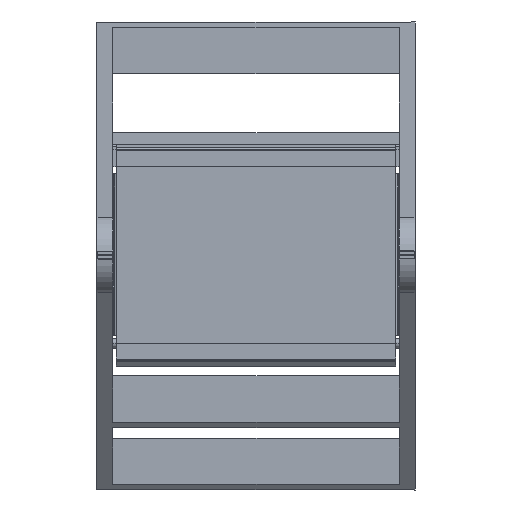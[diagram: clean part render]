
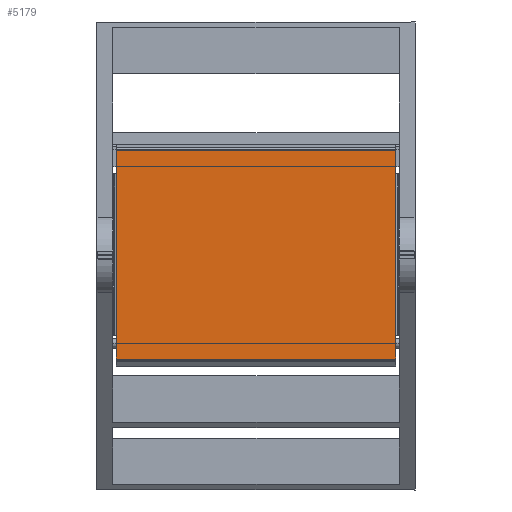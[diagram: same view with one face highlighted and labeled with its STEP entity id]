
A CAD part, top view. The second image highlights one B-rep face of the part: STEP entity #5179.
In plain terms, the highlighted planar face has unit normal (0, 0, 1).
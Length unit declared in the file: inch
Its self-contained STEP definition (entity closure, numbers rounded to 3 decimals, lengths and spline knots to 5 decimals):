
#126=PLANE('',#5715);
#483=LINE('',#8713,#885);
#484=LINE('',#8717,#886);
#485=LINE('',#8719,#887);
#486=LINE('',#8721,#888);
#487=LINE('',#8722,#889);
#488=LINE('',#8724,#890);
#489=LINE('',#8726,#891);
#490=LINE('',#8727,#892);
#885=VECTOR('',#7008,0.3937);
#886=VECTOR('',#7011,0.3937);
#887=VECTOR('',#7012,0.3937);
#888=VECTOR('',#7013,0.3937);
#889=VECTOR('',#7014,0.3937);
#890=VECTOR('',#7015,0.3937);
#891=VECTOR('',#7016,0.3937);
#892=VECTOR('',#7017,0.3937);
#1362=FACE_OUTER_BOUND('',#1684,.T.);
#1684=EDGE_LOOP('',(#4228,#4229,#4230,#4231,#4232,#4233,#4234,#4235));
#2377=VERTEX_POINT('',#8703);
#2378=VERTEX_POINT('',#8711);
#2379=VERTEX_POINT('',#8715);
#2380=VERTEX_POINT('',#8716);
#2381=VERTEX_POINT('',#8718);
#2382=VERTEX_POINT('',#8720);
#2383=VERTEX_POINT('',#8723);
#2384=VERTEX_POINT('',#8725);
#3016=EDGE_CURVE('',#2377,#2378,#483,.T.);
#3017=EDGE_CURVE('',#2379,#2380,#484,.T.);
#3018=EDGE_CURVE('',#2381,#2380,#485,.T.);
#3019=EDGE_CURVE('',#2382,#2381,#486,.T.);
#3020=EDGE_CURVE('',#2377,#2382,#487,.T.);
#3021=EDGE_CURVE('',#2378,#2383,#488,.T.);
#3022=EDGE_CURVE('',#2383,#2384,#489,.T.);
#3023=EDGE_CURVE('',#2384,#2379,#490,.T.);
#4228=ORIENTED_EDGE('',*,*,#3017,.T.);
#4229=ORIENTED_EDGE('',*,*,#3018,.F.);
#4230=ORIENTED_EDGE('',*,*,#3019,.F.);
#4231=ORIENTED_EDGE('',*,*,#3020,.F.);
#4232=ORIENTED_EDGE('',*,*,#3016,.T.);
#4233=ORIENTED_EDGE('',*,*,#3021,.T.);
#4234=ORIENTED_EDGE('',*,*,#3022,.T.);
#4235=ORIENTED_EDGE('',*,*,#3023,.T.);
#5179=ADVANCED_FACE('',(#1362),#126,.T.);
#5715=AXIS2_PLACEMENT_3D('',#8714,#7009,#7010);
#7008=DIRECTION('',(1.,0.,0.));
#7009=DIRECTION('center_axis',(0.,0.,
1.));
#7010=DIRECTION('ref_axis',(-1.,0.,0.));
#7011=DIRECTION('',(-1.,0.,0.));
#7012=DIRECTION('',(0.,1.,0.));
#7013=DIRECTION('',(0.,1.,0.));
#7014=DIRECTION('',(0.,1.,0.));
#7015=DIRECTION('',(0.,1.,0.));
#7016=DIRECTION('',(0.,1.,0.));
#7017=DIRECTION('',(0.,1.,0.));
#8703=CARTESIAN_POINT('',(-6.92913,-5.13385,8.89488));
#8711=CARTESIAN_POINT('',(6.92913,-5.13385,8.89488));
#8713=CARTESIAN_POINT('',(-5.19685,-5.13385,8.89488));
#8714=CARTESIAN_POINT('Origin',(-3.46457,0.03935,8.89488));
#8715=CARTESIAN_POINT('',(6.92913,5.21255,8.89488));
#8716=CARTESIAN_POINT('',(-6.92913,5.21255,8.89488));
#8717=CARTESIAN_POINT('',(-1.73228,5.21255,8.89488));
#8718=CARTESIAN_POINT('',(-6.92913,4.03145,8.89488));
#8719=CARTESIAN_POINT('',(-6.92913,-5.21656,8.89488));
#8720=CARTESIAN_POINT('',(-6.92913,-3.95275,8.89488));
#8721=CARTESIAN_POINT('',(-6.92913,-5.21656,8.89488));
#8722=CARTESIAN_POINT('',(-6.92913,-5.21656,8.89488));
#8723=CARTESIAN_POINT('',(6.92913,-3.95275,8.89488));
#8724=CARTESIAN_POINT('',(6.92913,-5.21656,8.89488));
#8725=CARTESIAN_POINT('',(6.92913,4.03145,8.89488));
#8726=CARTESIAN_POINT('',(6.92913,-5.21656,8.89488));
#8727=CARTESIAN_POINT('',(6.92913,-5.21656,8.89488));
